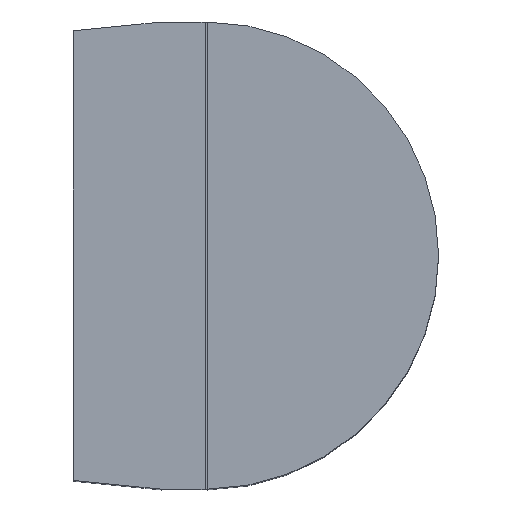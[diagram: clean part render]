
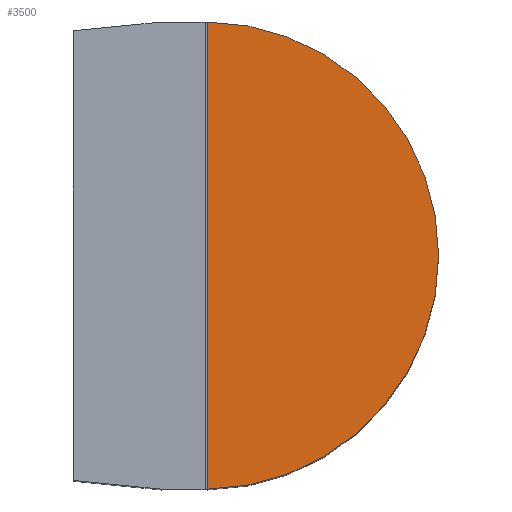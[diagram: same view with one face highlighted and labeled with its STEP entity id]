
A CAD part, top view. The second image highlights one B-rep face of the part: STEP entity #3500.
In plain terms, the highlighted planar face has unit normal (0, 0, 1).
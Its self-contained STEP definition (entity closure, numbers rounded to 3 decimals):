
#2013 = CYLINDRICAL_SURFACE('',#2014,2.66);
#2014 = AXIS2_PLACEMENT_3D('',#2015,#2016,#2017);
#2015 = CARTESIAN_POINT('',(0.02,0.,3.));
#2016 = DIRECTION('',(0.,0.,1.));
#2017 = DIRECTION('',(0.,-1.,0.));
#3070 = VERTEX_POINT('',#3071);
#3071 = CARTESIAN_POINT('',(0.05,-2.66,
    8.33));
#3097 = VERTEX_POINT('',#3098);
#3098 = CARTESIAN_POINT('',(0.05,2.66,
    8.33));
#3122 = EDGE_CURVE('',#3097,#3070,#3123,.T.);
#3123 = SURFACE_CURVE('',#3124,(#3129,#3158),.PCURVE_S1.);
#3124 = CIRCLE('',#3125,2.66);
#3125 = AXIS2_PLACEMENT_3D('',#3126,#3127,#3128);
#3126 = CARTESIAN_POINT('',(0.02,0.,
    8.33));
#3127 = DIRECTION('',(-0.,0.,-1.));
#3128 = DIRECTION('',(0.,-1.,0.));
#3129 = PCURVE('',#2013,#3130);
#3130 = DEFINITIONAL_REPRESENTATION('',(#3131),#3157);
#3131 = B_SPLINE_CURVE_WITH_KNOTS('',3,(#3132,#3133,#3134,#3135,#3136,
    #3137,#3138,#3139,#3140,#3141,#3142,#3143,#3144,#3145,#3146,#3147,
    #3148,#3149,#3150,#3151,#3152,#3153,#3154,#3155,#3156),
  .UNSPECIFIED.,.F.,.F.,(4,1,1,1,1,1,1,1,1,1,1,1,1,1,1,1,1,1,1,1,1,1,4),
  (3.142,3.284,3.427,3.57,
    3.713,3.856,3.998,4.141,
    4.284,4.427,4.57,4.712,
    4.855,4.998,5.141,5.284,
    5.426,5.569,5.712,5.855,
    5.998,6.14,6.283),.QUASI_UNIFORM_KNOTS.);
#3132 = CARTESIAN_POINT('',(3.142,5.33));
#3133 = CARTESIAN_POINT('',(3.094,5.33));
#3134 = CARTESIAN_POINT('',(2.999,5.33));
#3135 = CARTESIAN_POINT('',(2.856,5.33));
#3136 = CARTESIAN_POINT('',(2.713,5.33));
#3137 = CARTESIAN_POINT('',(2.57,5.33));
#3138 = CARTESIAN_POINT('',(2.428,5.33));
#3139 = CARTESIAN_POINT('',(2.285,5.33));
#3140 = CARTESIAN_POINT('',(2.142,5.33));
#3141 = CARTESIAN_POINT('',(1.999,5.33));
#3142 = CARTESIAN_POINT('',(1.856,5.33));
#3143 = CARTESIAN_POINT('',(1.714,5.33));
#3144 = CARTESIAN_POINT('',(1.571,5.33));
#3145 = CARTESIAN_POINT('',(1.428,5.33));
#3146 = CARTESIAN_POINT('',(1.285,5.33));
#3147 = CARTESIAN_POINT('',(1.142,5.33));
#3148 = CARTESIAN_POINT('',(1.,5.33));
#3149 = CARTESIAN_POINT('',(0.857,5.33));
#3150 = CARTESIAN_POINT('',(0.714,5.33));
#3151 = CARTESIAN_POINT('',(0.571,5.33));
#3152 = CARTESIAN_POINT('',(0.428,5.33));
#3153 = CARTESIAN_POINT('',(0.286,5.33));
#3154 = CARTESIAN_POINT('',(0.143,5.33));
#3155 = CARTESIAN_POINT('',(0.048,5.33));
#3156 = CARTESIAN_POINT('',(0.,5.33));
#3157 = ( GEOMETRIC_REPRESENTATION_CONTEXT(2) 
PARAMETRIC_REPRESENTATION_CONTEXT() REPRESENTATION_CONTEXT('2D SPACE',''
  ) );
#3158 = PCURVE('',#3159,#3164);
#3159 = PLANE('',#3160);
#3160 = AXIS2_PLACEMENT_3D('',#3161,#3162,#3163);
#3161 = CARTESIAN_POINT('',(0.02,0.,
    8.33));
#3162 = DIRECTION('',(0.,0.,1.));
#3163 = DIRECTION('',(0.,-1.,0.));
#3164 = DEFINITIONAL_REPRESENTATION('',(#3165),#3173);
#3165 = ( BOUNDED_CURVE() B_SPLINE_CURVE(2,(#3166,#3167,#3168,#3169,
#3170,#3171,#3172),.UNSPECIFIED.,.T.,.F.) B_SPLINE_CURVE_WITH_KNOTS((1,2
    ,2,2,2,1),(-2.094,0.,2.094,4.189,
6.283,8.378),.UNSPECIFIED.) CURVE() 
GEOMETRIC_REPRESENTATION_ITEM() RATIONAL_B_SPLINE_CURVE((1.,0.5,1.,0.5,
1.,0.5,1.)) REPRESENTATION_ITEM('') );
#3166 = CARTESIAN_POINT('',(2.66,0.));
#3167 = CARTESIAN_POINT('',(2.66,-4.607));
#3168 = CARTESIAN_POINT('',(-1.33,-2.304));
#3169 = CARTESIAN_POINT('',(-5.32,0.));
#3170 = CARTESIAN_POINT('',(-1.33,2.304));
#3171 = CARTESIAN_POINT('',(2.66,4.607));
#3172 = CARTESIAN_POINT('',(2.66,0.));
#3173 = ( GEOMETRIC_REPRESENTATION_CONTEXT(2) 
PARAMETRIC_REPRESENTATION_CONTEXT() REPRESENTATION_CONTEXT('2D SPACE',''
  ) );
#3193 = PLANE('',#3194);
#3194 = AXIS2_PLACEMENT_3D('',#3195,#3196,#3197);
#3195 = CARTESIAN_POINT('',(0.02,0.,
    8.33));
#3196 = DIRECTION('',(0.,0.,1.));
#3197 = DIRECTION('',(0.,-1.,0.));
#3500 = ADVANCED_FACE('',(#3501),#3159,.T.);
#3501 = FACE_BOUND('',#3502,.T.);
#3502 = EDGE_LOOP('',(#3503,#3504));
#3503 = ORIENTED_EDGE('',*,*,#3122,.F.);
#3504 = ORIENTED_EDGE('',*,*,#3505,.T.);
#3505 = EDGE_CURVE('',#3097,#3070,#3506,.T.);
#3506 = SURFACE_CURVE('',#3507,(#3511,#3518),.PCURVE_S1.);
#3507 = LINE('',#3508,#3509);
#3508 = CARTESIAN_POINT('',(0.05,2.66,
    8.33));
#3509 = VECTOR('',#3510,1.);
#3510 = DIRECTION('',(0.,-1.,0.));
#3511 = PCURVE('',#3159,#3512);
#3512 = DEFINITIONAL_REPRESENTATION('',(#3513),#3517);
#3513 = LINE('',#3514,#3515);
#3514 = CARTESIAN_POINT('',(-2.66,0.03));
#3515 = VECTOR('',#3516,1.);
#3516 = DIRECTION('',(1.,0.));
#3517 = ( GEOMETRIC_REPRESENTATION_CONTEXT(2) 
PARAMETRIC_REPRESENTATION_CONTEXT() REPRESENTATION_CONTEXT('2D SPACE',''
  ) );
#3518 = PCURVE('',#3193,#3519);
#3519 = DEFINITIONAL_REPRESENTATION('',(#3520),#3524);
#3520 = LINE('',#3521,#3522);
#3521 = CARTESIAN_POINT('',(-2.66,0.03));
#3522 = VECTOR('',#3523,1.);
#3523 = DIRECTION('',(1.,0.));
#3524 = ( GEOMETRIC_REPRESENTATION_CONTEXT(2) 
PARAMETRIC_REPRESENTATION_CONTEXT() REPRESENTATION_CONTEXT('2D SPACE',''
  ) );
